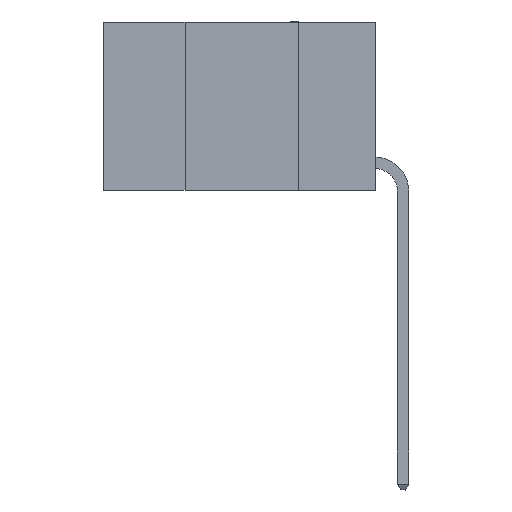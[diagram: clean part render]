
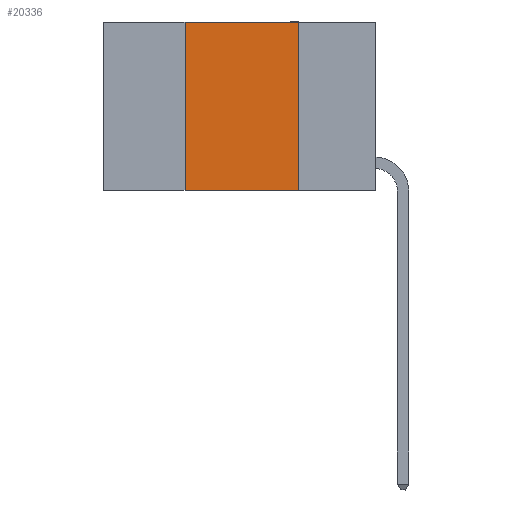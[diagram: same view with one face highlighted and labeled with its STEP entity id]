
A CAD part, left-side view. The second image highlights one B-rep face of the part: STEP entity #20336.
In plain terms, the highlighted planar face has unit normal (-1, 0, 0).
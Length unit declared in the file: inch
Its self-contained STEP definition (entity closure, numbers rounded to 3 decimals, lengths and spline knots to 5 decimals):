
#913 = ORIENTED_EDGE ( 'NONE', *, *, #15975, .F. ) ;
#970 = AXIS2_PLACEMENT_3D ( 'NONE', #14509, #14747, #20383 ) ;
#1420 = VERTEX_POINT ( 'NONE', #10220 ) ;
#1455 = CARTESIAN_POINT ( 'NONE',  ( 0., 0.6, 0. ) ) ;
#2365 = DIRECTION ( 'NONE',  ( 0., -1., 0. ) ) ;
#2545 = CARTESIAN_POINT ( 'NONE',  ( 0., 0.17, 0. ) ) ;
#4483 = DIRECTION ( 'NONE',  ( 0., 0., -1. ) ) ;
#4671 = CARTESIAN_POINT ( 'NONE',  ( 0., 0.6, -0.37 ) ) ;
#4998 = VECTOR ( 'NONE', #2365, 39.37008 ) ;
#5355 = EDGE_LOOP ( 'NONE', ( #913, #12844, #21562, #8383 ) ) ;
#5382 = CARTESIAN_POINT ( 'NONE',  ( 0., 0.17, 0. ) ) ;
#5435 = VECTOR ( 'NONE', #4483, 39.37008 ) ;
#5498 = PLANE ( 'NONE',  #970 ) ;
#6748 = VECTOR ( 'NONE', #8884, 39.37008 ) ;
#7559 = CARTESIAN_POINT ( 'NONE',  ( 0., 0.42, 0. ) ) ;
#7674 = CARTESIAN_POINT ( 'NONE',  ( 0., 0.17, -0.37 ) ) ;
#7975 = EDGE_CURVE ( 'NONE', #1420, #13529, #10138, .T. ) ;
#8183 = LINE ( 'NONE', #2545, #5435 ) ;
#8383 = ORIENTED_EDGE ( 'NONE', *, *, #7975, .T. ) ;
#8884 = DIRECTION ( 'NONE',  ( 0., -1., 0. ) ) ;
#8922 = FACE_OUTER_BOUND ( 'NONE', #5355, .T. ) ;
#9781 = VECTOR ( 'NONE', #22675, 39.37008 ) ;
#10138 = LINE ( 'NONE', #4671, #4998 ) ;
#10220 = CARTESIAN_POINT ( 'NONE',  ( 0., 0.42, -0.37 ) ) ;
#10230 = VERTEX_POINT ( 'NONE', #13106 ) ;
#10693 = LINE ( 'NONE', #1455, #6748 ) ;
#12844 = ORIENTED_EDGE ( 'NONE', *, *, #18240, .F. ) ;
#13106 = CARTESIAN_POINT ( 'NONE',  ( 0., 0.42, 0. ) ) ;
#13529 = VERTEX_POINT ( 'NONE', #7674 ) ;
#14218 = VERTEX_POINT ( 'NONE', #5382 ) ;
#14509 = CARTESIAN_POINT ( 'NONE',  ( 0., 0.6, 0. ) ) ;
#14747 = DIRECTION ( 'NONE',  ( 1., 0., 0. ) ) ;
#15371 = EDGE_CURVE ( 'NONE', #1420, #10230, #20726, .T. ) ;
#15975 = EDGE_CURVE ( 'NONE', #14218, #13529, #8183, .T. ) ;
#18240 = EDGE_CURVE ( 'NONE', #10230, #14218, #10693, .T. ) ;
#20336 = ADVANCED_FACE ( 'NONE', ( #8922 ), #5498, .F. ) ;
#20383 = DIRECTION ( 'NONE',  ( 0., 0., -1. ) ) ;
#20726 = LINE ( 'NONE', #7559, #9781 ) ;
#21562 = ORIENTED_EDGE ( 'NONE', *, *, #15371, .F. ) ;
#22675 = DIRECTION ( 'NONE',  ( 0., 0., 1. ) ) ;
